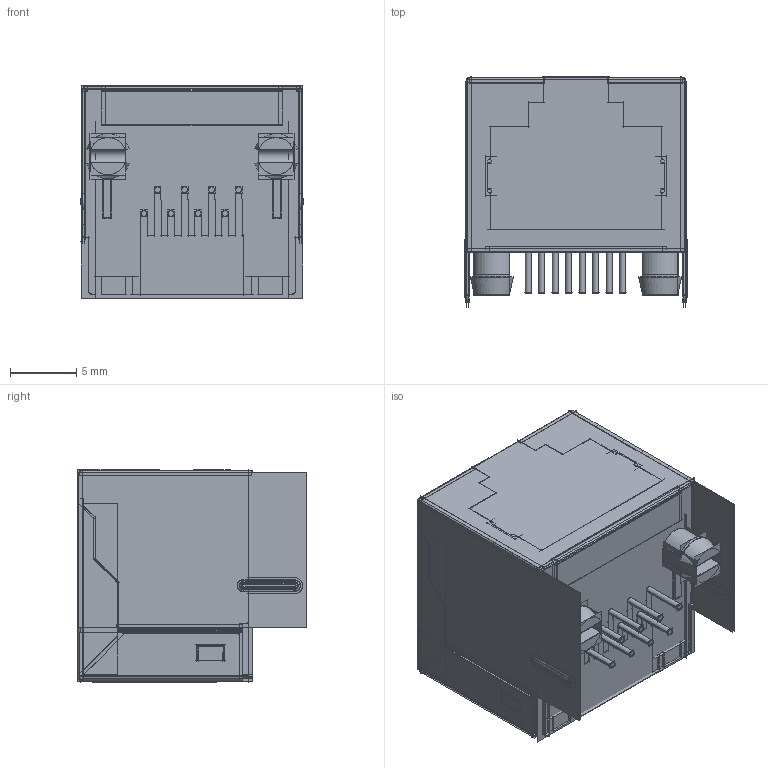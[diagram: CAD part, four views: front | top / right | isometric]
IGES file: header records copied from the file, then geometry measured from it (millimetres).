
Start section:  PTC IGES file: DGKYD561188GWA1DY1.igs
Global section: file name: DGKYD561188GWA1DY1.igs; native system: Creo Parametric by PTC Inc.; preprocessor: 2018400; author: Administrator; organization: Unknown; date: 20210918.163554; units: millimetre
Bounding box: 16.9 x 17.37 x 16.11 mm (x, y, z)
Volume: 1727.6 mm3; surface area: 21961.7 mm2
Topology: 2 solids, 2 shells, 1434 faces, 7018 edges, 8624 vertices
Faces by surface type: bspline 964, revolution 470
